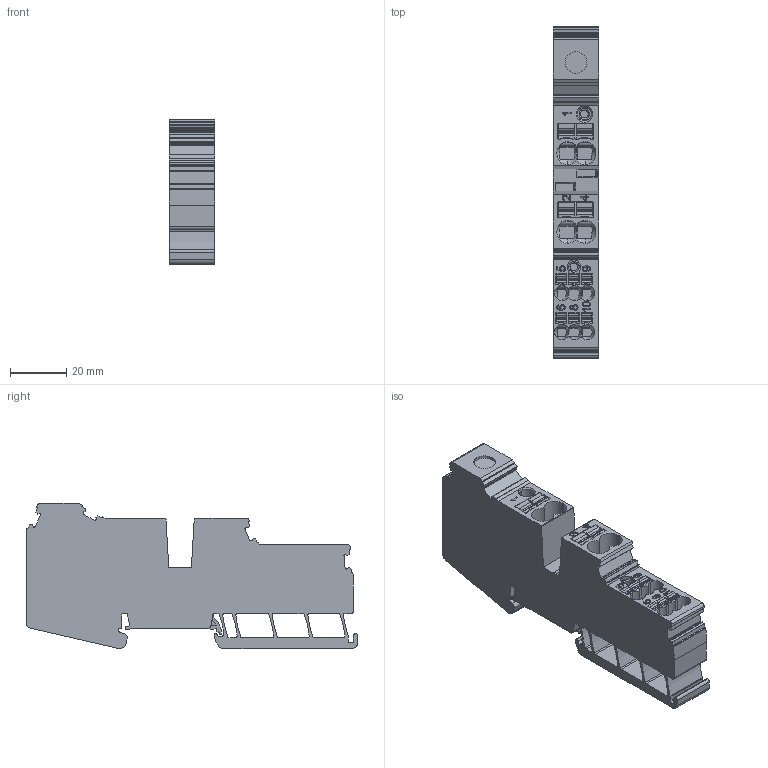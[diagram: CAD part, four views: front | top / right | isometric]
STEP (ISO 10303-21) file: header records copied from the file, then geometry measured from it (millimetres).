
FILE_DESCRIPTION(('CATIA V5 STEP Exchange','CAx-IF Rec.Pracs.--- Model Styling and Organization---1.5--- 2016-08-15','CAx-IF Rec.Pracs.---Supplemental Geometry---1.0---2011-11-01','CAx-IF Rec.Pracs.--- Composite Materials ---1.1---2010-07-15'),'2;1');
FILE_NAME ('1222055-9_2', '2025-08-15T08:11:15+00:00', ('none'), ('Weidmueller'), 'CATIA Version 5-6 Release 2024 SP4', 'CATIA V5 STEP AP214 v3', 'none');
FILE_SCHEMA(('AUTOMOTIVE_DESIGN { 1 0 10303 214 1 1 1 1 }'));
Products named in the file (1): 2728620000
Bounding box: 16.2 x 117.93 x 51.61 mm (x, y, z)
Volume: 62382.5 mm3; surface area: 27577.7 mm2
Topology: 1 solids, 3 shells, 1336 faces, 4160 edges, 2828 vertices
Faces by surface type: plane 653, cylinder 586, bspline 45, extrusion 34, cone 18
Entity records: 50305 total; most frequent: CARTESIAN_POINT 16580, ORIENTED_EDGE 8320, DIRECTION 4877, EDGE_CURVE 4160, VERTEX_POINT 2828, VECTOR 2417, LINE 2383, AXIS2_PLACEMENT_3D 1602
